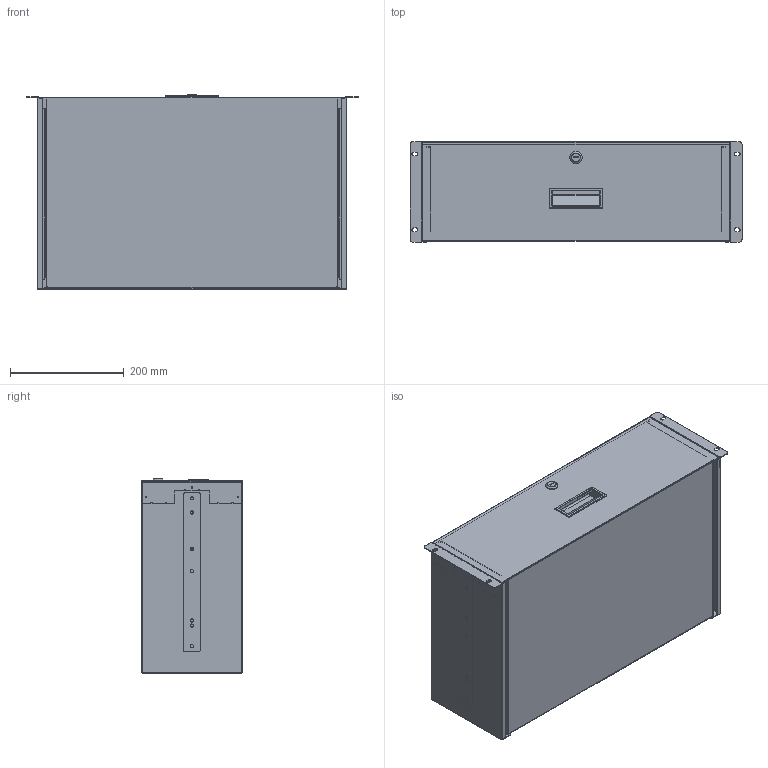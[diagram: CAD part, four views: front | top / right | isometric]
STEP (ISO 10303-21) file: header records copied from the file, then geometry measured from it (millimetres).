
FILE_DESCRIPTION (( 'STEP AP214' ), '1' );
FILE_NAME ('LC23INDR4U_3D.step', '2024-04-04T23:18:30', ( '' ), ( '' ), 'SwSTEP 2.0', 'SolidWorks 2022', '' );
FILE_SCHEMA (( 'AUTOMOTIVE_DESIGN' ));
Length unit declared in the file: millimetre
Products named in the file (19): drawer cabinet^LC23INDR4U; drawer assy^LC23INDR4U; Copy of lock cam^drawer lock_drawer assy_LC23INDR4U; slide 2 rt^LC23INDR4U; 4U drawer^drawer assy_LC23INDR4U; slide 3 rt^drawer cabinet_LC23INDR4U; slide 3 lf^drawer cabinet_LC23INDR4U; Copy of lock cylinder^drawer lock_drawer assy_LC23INDR4U; LC23INDR4U_3D; rack ear^drawer cabinet_LC23INDR4U; molded drawer pull^drawer assy_LC23INDR4U; slide 1 rt^drawer assy_LC23INDR4U; drawer lock^drawer assy_LC23INDR4U; slide 4 rt^drawer cabinet_LC23INDR4U; slide 4 lf^drawer cabinet_LC23INDR4U; slide 1 lf^drawer assy_LC23INDR4U; cabinet^drawer cabinet_LC23INDR4U; slide 2 lf^LC23INDR4U; striker pl^drawer cabinet_LC23INDR4U
Assembly tree (19 placements, depth 4):
  LC23INDR4U_3D
    drawer cabinet^LC23INDR4U
      cabinet^drawer cabinet_LC23INDR4U
      striker pl^drawer cabinet_LC23INDR4U
      rack ear^drawer cabinet_LC23INDR4U  x2
      slide 4 lf^drawer cabinet_LC23INDR4U
      slide 4 rt^drawer cabinet_LC23INDR4U
      slide 3 lf^drawer cabinet_LC23INDR4U
      slide 3 rt^drawer cabinet_LC23INDR4U
    drawer assy^LC23INDR4U
      4U drawer^drawer assy_LC23INDR4U
      molded drawer pull^drawer assy_LC23INDR4U
      drawer lock^drawer assy_LC23INDR4U
        Copy of lock cylinder^drawer lock_drawer assy_LC23INDR4U
        Copy of lock cam^drawer lock_drawer assy_LC23INDR4U
      slide 1 lf^drawer assy_LC23INDR4U
      slide 1 rt^drawer assy_LC23INDR4U
    slide 2 lf^LC23INDR4U
    slide 2 rt^LC23INDR4U
Bounding box: 584.2 x 177.04 x 342 mm (x, y, z)
Volume: 1170317 mm3; surface area: 1849021 mm2
Topology: 28 solids, 28 shells, 1143 faces, 2840 edges, 1747 vertices
Faces by surface type: plane 594, cylinder 489, bspline 38, sphere 18, torus 2, cone 2
Entity records: 35136 total; most frequent: CARTESIAN_POINT 8184, DIRECTION 5477, ORIENTED_EDGE 5362, EDGE_CURVE 2681, AXIS2_PLACEMENT_3D 1893, LINE 1691, VECTOR 1691, VERTEX_POINT 1651
